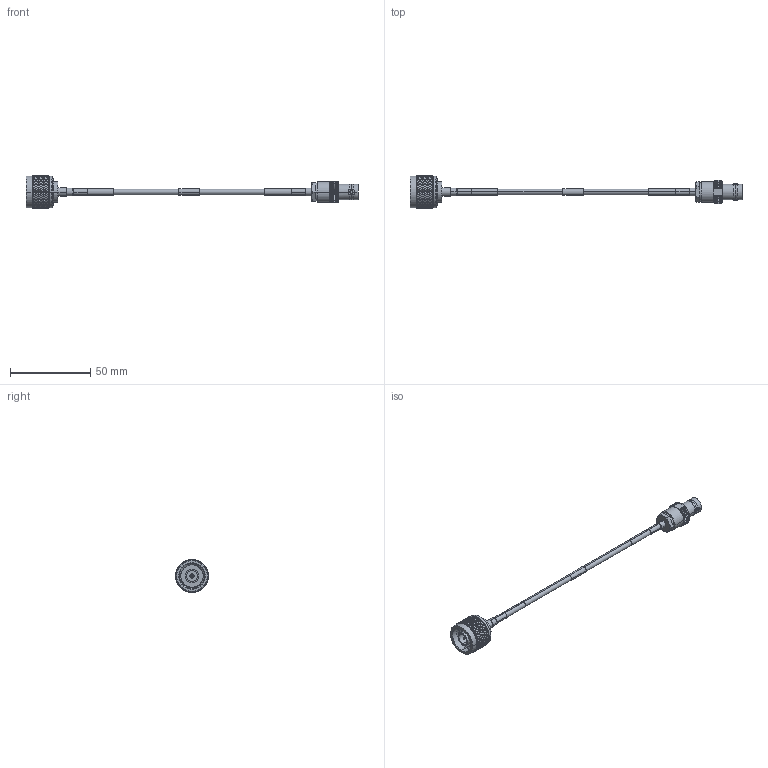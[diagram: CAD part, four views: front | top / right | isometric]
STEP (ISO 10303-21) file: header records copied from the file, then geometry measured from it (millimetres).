
FILE_DESCRIPTION (( 'STEP AP214' ), '1' );
FILE_NAME ('LCCA30503_3D.STEP', '2020-05-04T18:56:30', ( '' ), ( '' ), 'SwSTEP 2.0', 'SolidWorks 2018', '' );
FILE_SCHEMA (( 'AUTOMOTIVE_DESIGN' ));
Length unit declared in the file: inch
Products named in the file (6): LCCN3051; LC141TBJ (141 Formable with HeatShrink); LCCA30503_3D; LC141TBJ-PROD; LCCN3040; 1AW01-003_.152 ID
Assembly tree (7 placements, depth 3):
  LCCA30503_3D
    LC141TBJ-PROD
      LC141TBJ (141 Formable with HeatShrink)
      1AW01-003_.152 ID  x3
    LCCN3051
    LCCN3040
Bounding box: 206.76 x 20.32 x 20.32 mm (x, y, z)
Volume: 8210.2 mm3; surface area: 9235.3 mm2
Topology: 9 solids, 9 shells, 2729 faces, 5844 edges, 3151 vertices
Faces by surface type: bspline 1795, cylinder 588, plane 192, cone 148, torus 6
Entity records: 102091 total; most frequent: CARTESIAN_POINT 63115, ORIENTED_EDGE 11640, EDGE_CURVE 5820, DIRECTION 3373, VERTEX_POINT 3135, EDGE_LOOP 2741, FACE_OUTER_BOUND 2717, ADVANCED_FACE 2717
